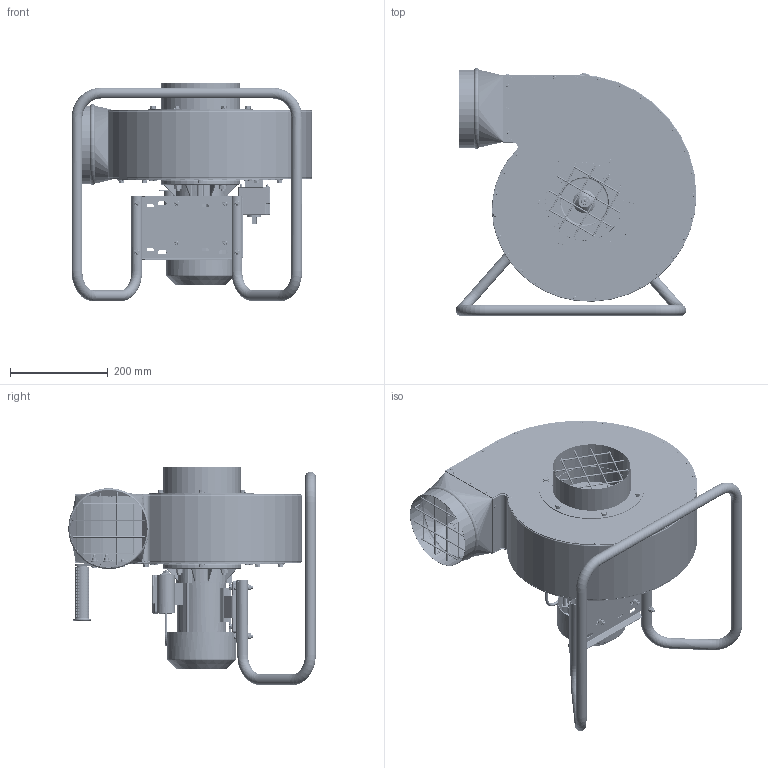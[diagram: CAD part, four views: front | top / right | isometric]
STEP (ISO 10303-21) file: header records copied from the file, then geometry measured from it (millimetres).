
FILE_DESCRIPTION(/* description */ ('805W11; 805W12 WPA-5-P-N'),/* implementation_level */ '2;1');
FILE_NAME(/* name */ '805W11; 805W12 WPA-5-P-N.stp',/* time_stamp */ '2022-05-10T13:19:16+02:00',/* author */ ('a.korpacki'),/* organization */ ('KLIMAWENT S.A.'),/* preprocessor_version */ 'ST-DEVELOPER v18.1',/* originating_system */ 'Autodesk Inventor 2021',/* authorisation */ '');
FILE_SCHEMA (('AUTOMOTIVE_DESIGN { 1 0 10303 214 3 1 1 }'));
Length unit declared in the file: millimetre
Bounding box: 493.1 x 506.81 x 446.95 mm (x, y, z)
Volume: 3595535.9 mm3; surface area: 1872240.9 mm2
Topology: 17 solids, 17 shells, 7300 faces, 17836 edges, 11450 vertices
Faces by surface type: plane 4321, bspline 1221, cylinder 1170, torus 295, cone 267, sphere 26
Full cylindrical faces by diameter (mm): 3 x24, 3.2 x79, 3.3 x5, 3.5 x66, 4 x14, 4.3 x10, 4.8 x3, 4.917 x1, 6 x64, 6.3 x1, 6.4 x12, 6.5 x87, 6.7 x4, 7.92 x8, 8 x18, 8.88 x25, 8.92 x6, 9 x7, 10 x4, 11.63 x4, 12 x16, 12.5 x1, 13 x3, 14 x1, 17 x1, 20 x8, 22 x6, 27 x1, 28 x1, 35 x1
Entity records: 235894 total; most frequent: CARTESIAN_POINT 62077, ORIENTED_EDGE 35560, DIRECTION 31679, EDGE_CURVE 17780, VERTEX_POINT 11450, AXIS2_PLACEMENT_3D 10612, LINE 10455, VECTOR 10455
